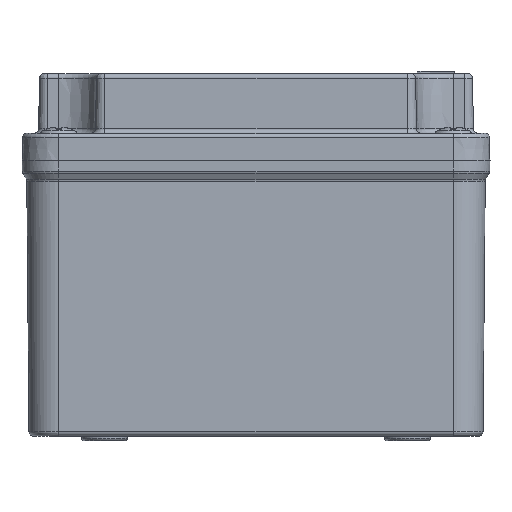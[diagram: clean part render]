
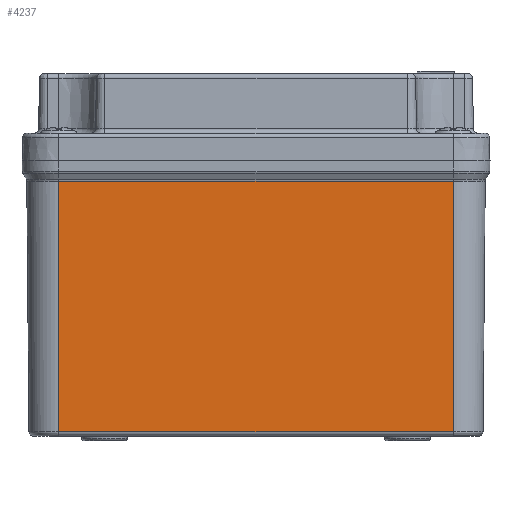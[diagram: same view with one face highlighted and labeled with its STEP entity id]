
A CAD part, left-side view. The second image highlights one B-rep face of the part: STEP entity #4237.
In plain terms, the highlighted planar face has unit normal (-1, 0, -0.009).
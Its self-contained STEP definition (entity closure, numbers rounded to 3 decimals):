
#662=PLANE('',#14672);
#1226=LINE('',#26262,#1924);
#1227=LINE('',#26313,#1925);
#1228=LINE('',#26316,#1926);
#1229=LINE('',#26317,#1927);
#1924=VECTOR('',#17497,1.);
#1925=VECTOR('',#17498,1.);
#1926=VECTOR('',#17499,1.);
#1927=VECTOR('',#17500,1.);
#2882=FACE_OUTER_BOUND('',#5656,.T.);
#4237=ADVANCED_FACE('',(#2882),#662,.T.);
#5656=EDGE_LOOP('',(#8528,#8529,#8530,#8531));
#8528=ORIENTED_EDGE('',*,*,#12423,.T.);
#8529=ORIENTED_EDGE('',*,*,#12424,.T.);
#8530=ORIENTED_EDGE('',*,*,#12420,.F.);
#8531=ORIENTED_EDGE('',*,*,#12425,.T.);
#10739=VERTEX_POINT('',#26263);
#10740=VERTEX_POINT('',#26264);
#10741=VERTEX_POINT('',#26314);
#10742=VERTEX_POINT('',#26315);
#12420=EDGE_CURVE('',#10739,#10740,#1226,.T.);
#12423=EDGE_CURVE('',#10741,#10742,#1227,.T.);
#12424=EDGE_CURVE('',#10742,#10740,#1228,.T.);
#12425=EDGE_CURVE('',#10739,#10741,#1229,.T.);
#14672=AXIS2_PLACEMENT_3D('',#26318,#17501,#17502);
#17497=DIRECTION('',(-0.009,0.,1.));
#17498=DIRECTION('',(-0.009,0.,1.));
#17499=DIRECTION('',(0.,1.,0.));
#17500=DIRECTION('',(0.,-1.,0.));
#17501=DIRECTION('',(-1.,0.,-0.009));
#17502=DIRECTION('',(-0.009,0.,1.));
#26262=CARTESIAN_POINT('',(-150.,58.,67.));
#26263=CARTESIAN_POINT('',(-149.485,58.,7.991));
#26264=CARTESIAN_POINT('',(-149.961,58.,62.516));
#26313=CARTESIAN_POINT('',(-150.,-28.,67.));
#26314=CARTESIAN_POINT('',(-149.485,-28.,7.991));
#26315=CARTESIAN_POINT('',(-149.961,-28.,62.516));
#26316=CARTESIAN_POINT('',(-149.961,65.,62.516));
#26317=CARTESIAN_POINT('',(-149.485,-28.,7.991));
#26318=CARTESIAN_POINT('',(-150.,65.,67.));
